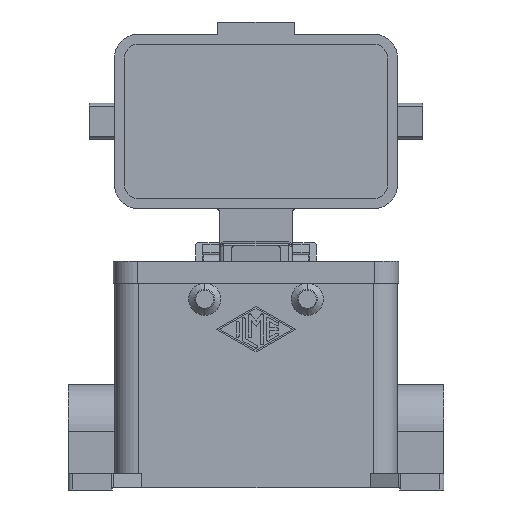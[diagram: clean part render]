
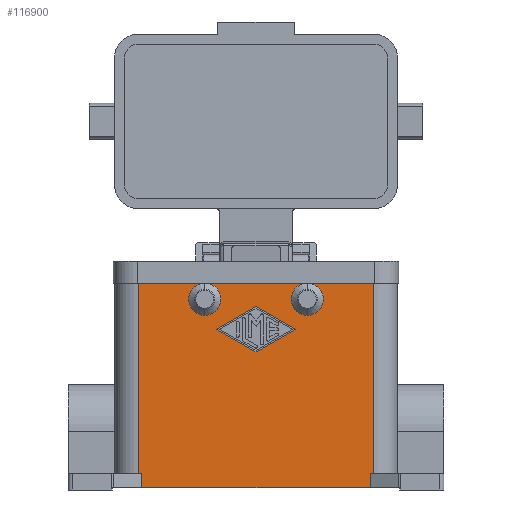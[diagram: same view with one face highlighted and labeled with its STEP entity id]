
A CAD part, front view. The second image highlights one B-rep face of the part: STEP entity #116900.
In plain terms, the highlighted planar face has unit normal (0, -1, 0).
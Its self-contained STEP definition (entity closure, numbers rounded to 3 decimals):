
#25010=CARTESIAN_POINT('',(-12.75,-21.75,23.5));
#25020=VERTEX_POINT('',#25010);
#25140=CARTESIAN_POINT('',(-12.75,-21.75,15.5));
#25150=VERTEX_POINT('',#25140);
#25180=CARTESIAN_POINT('',(-12.75,-21.75,19.5));
#25190=DIRECTION('',(0.,1.,0.));
#25200=DIRECTION('',(0.,0.,-1.));
#25210=AXIS2_PLACEMENT_3D('',#25180,#25190,#25200);
#25220=CIRCLE('',#25210,4.);
#25230=EDGE_CURVE('',#25150,#25020,#25220,.T.);
#36000=CARTESIAN_POINT('',(0.,-21.75,-27.5));
#36010=DIRECTION('',(-1.,-0.,0.));
#36020=VECTOR('',#36010,1.);
#36030=LINE('',#36000,#36020);
#36040=CARTESIAN_POINT('',(28.389,-21.75,-27.5));
#36050=VERTEX_POINT('',#36040);
#36060=CARTESIAN_POINT('',(-28.389,-21.75,-27.5));
#36070=VERTEX_POINT('',#36060);
#36080=EDGE_CURVE('',#36050,#36070,#36030,.T.);
#43210=CARTESIAN_POINT('',(0.,-21.75,-24.));
#43220=DIRECTION('',(1.,0.,0.));
#43230=VECTOR('',#43220,1.);
#43240=LINE('',#43210,#43230);
#43250=CARTESIAN_POINT('',(28.389,-21.75,-24.));
#43260=VERTEX_POINT('',#43250);
#43270=CARTESIAN_POINT('',(29.25,-21.75,-24.));
#43280=VERTEX_POINT('',#43270);
#43290=EDGE_CURVE('',#43260,#43280,#43240,.T.);
#44900=CARTESIAN_POINT('',(29.25,-21.75,23.5));
#44910=VERTEX_POINT('',#44900);
#44940=CARTESIAN_POINT('',(0.,-21.75,23.5));
#44950=DIRECTION('',(-1.,-0.,0.));
#44960=VECTOR('',#44950,1.);
#44970=LINE('',#44940,#44960);
#44980=CARTESIAN_POINT('',(12.75,-21.75,23.5));
#44990=VERTEX_POINT('',#44980);
#45000=EDGE_CURVE('',#44910,#44990,#44970,.T.);
#45020=CARTESIAN_POINT('',(0.,-21.75,23.5));
#45030=DIRECTION('',(-1.,-0.,0.));
#45040=VECTOR('',#45030,1.);
#45050=LINE('',#45020,#45040);
#45060=EDGE_CURVE('',#44990,#25020,#45050,.T.);
#45080=CARTESIAN_POINT('',(0.,-21.75,23.5));
#45090=DIRECTION('',(-1.,-0.,0.));
#45100=VECTOR('',#45090,1.);
#45110=LINE('',#45080,#45100);
#45120=CARTESIAN_POINT('',(-29.25,-21.75,23.5));
#45130=VERTEX_POINT('',#45120);
#45140=EDGE_CURVE('',#25020,#45130,#45110,.T.);
#46180=CARTESIAN_POINT('',(-28.389,-21.75,0.));
#46190=DIRECTION('',(-0.,0.,1.));
#46200=VECTOR('',#46190,1.);
#46210=LINE('',#46180,#46200);
#46220=CARTESIAN_POINT('',(-28.389,-21.75,-24.));
#46230=VERTEX_POINT('',#46220);
#46240=EDGE_CURVE('',#36070,#46230,#46210,.T.);
#47720=CARTESIAN_POINT('',(28.389,-21.75,0.));
#47730=DIRECTION('',(-0.,-0.,-1.));
#47740=VECTOR('',#47730,1.);
#47750=LINE('',#47720,#47740);
#47760=EDGE_CURVE('',#43260,#36050,#47750,.T.);
#48290=CARTESIAN_POINT('',(-29.25,-21.75,-24.));
#48300=VERTEX_POINT('',#48290);
#48330=CARTESIAN_POINT('',(0.,-21.75,-24.));
#48340=DIRECTION('',(1.,0.,0.));
#48350=VECTOR('',#48340,1.);
#48360=LINE('',#48330,#48350);
#48370=EDGE_CURVE('',#48300,#46230,#48360,.T.);
#48970=CARTESIAN_POINT('',(29.25,-21.75,23.5));
#48980=DIRECTION('',(0.,0.,-1.));
#48990=VECTOR('',#48980,1.);
#49000=LINE('',#48970,#48990);
#49010=EDGE_CURVE('',#44910,#43280,#49000,.T.);
#67760=CARTESIAN_POINT('',(12.75,-21.75,19.5));
#67770=DIRECTION('',(0.,1.,0.));
#67780=DIRECTION('',(0.,0.,-1.));
#67790=AXIS2_PLACEMENT_3D('',#67760,#67770,#67780);
#67800=CIRCLE('',#67790,4.);
#67810=CARTESIAN_POINT('',(12.75,-21.75,15.5));
#67820=VERTEX_POINT('',#67810);
#67830=EDGE_CURVE('',#44990,#67820,#67800,.T.);
#95690=CARTESIAN_POINT('',(-29.25,-21.75,23.5));
#95700=DIRECTION('',(0.,0.,-1.));
#95710=VECTOR('',#95700,1.);
#95720=LINE('',#95690,#95710);
#95730=EDGE_CURVE('',#45130,#48300,#95720,.T.);
#112490=CARTESIAN_POINT('',(-9.75,-21.75,12.));
#112500=VERTEX_POINT('',#112490);
#112530=CARTESIAN_POINT('',(0.,-21.75,17.625));
#112540=DIRECTION('',(0.866,-0.,0.5));
#112550=VECTOR('',#112540,1.);
#112560=LINE('',#112530,#112550);
#112570=CARTESIAN_POINT('',(0.,-21.75,17.625));
#112580=VERTEX_POINT('',#112570);
#112590=EDGE_CURVE('',#112500,#112580,#112560,.T.);
#112840=CARTESIAN_POINT('',(0.,-21.75,17.625));
#112850=DIRECTION('',(0.866,-0.,-0.5));
#112860=VECTOR('',#112850,1.);
#112870=LINE('',#112840,#112860);
#112880=CARTESIAN_POINT('',(9.75,-21.75,12.));
#112890=VERTEX_POINT('',#112880);
#112900=EDGE_CURVE('',#112580,#112890,#112870,.T.);
#113150=CARTESIAN_POINT('',(0.,-21.75,6.375));
#113160=DIRECTION('',(-0.866,-0.,-0.5));
#113170=VECTOR('',#113160,1.);
#113180=LINE('',#113150,#113170);
#113190=CARTESIAN_POINT('',(0.,-21.75,6.375));
#113200=VERTEX_POINT('',#113190);
#113210=EDGE_CURVE('',#112890,#113200,#113180,.T.);
#113460=CARTESIAN_POINT('',(0.,-21.75,6.375));
#113470=DIRECTION('',(-0.866,-0.,0.5));
#113480=VECTOR('',#113470,1.);
#113490=LINE('',#113460,#113480);
#113500=EDGE_CURVE('',#113200,#112500,#113490,.T.);
#116610=CARTESIAN_POINT('',(30.739,-21.75,24.801));
#116620=DIRECTION('',(0.,-1.,0.));
#116630=DIRECTION('',(-1.,-0.,0.));
#116640=AXIS2_PLACEMENT_3D('',#116610,#116620,#116630);
#116650=PLANE('',#116640);
#116660=ORIENTED_EDGE('',*,*,#46240,.F.);
#116670=ORIENTED_EDGE('',*,*,#48370,.T.);
#116680=ORIENTED_EDGE('',*,*,#95730,.T.);
#116690=ORIENTED_EDGE('',*,*,#45140,.T.);
#116700=ORIENTED_EDGE('',*,*,#25230,.T.);
#116710=EDGE_CURVE('',#25020,#25150,#25220,.T.);
#116720=ORIENTED_EDGE('',*,*,#116710,.T.);
#116730=ORIENTED_EDGE('',*,*,#45060,.T.);
#116740=EDGE_CURVE('',#67820,#44990,#67800,.T.);
#116750=ORIENTED_EDGE('',*,*,#116740,.T.);
#116760=ORIENTED_EDGE('',*,*,#67830,.T.);
#116770=ORIENTED_EDGE('',*,*,#45000,.T.);
#116780=ORIENTED_EDGE('',*,*,#49010,.F.);
#116790=ORIENTED_EDGE('',*,*,#43290,.T.);
#116800=ORIENTED_EDGE('',*,*,#47760,.F.);
#116810=ORIENTED_EDGE('',*,*,#36080,.F.);
#116820=EDGE_LOOP('',(#116810,#116800,#116790,#116780,#116770,#116760,
#116750,#116730,#116720,#116700,#116690,#116680,#116670,#116660));
#116830=FACE_OUTER_BOUND('',#116820,.T.);
#116840=ORIENTED_EDGE('',*,*,#113210,.T.);
#116850=ORIENTED_EDGE('',*,*,#112900,.T.);
#116860=ORIENTED_EDGE('',*,*,#112590,.T.);
#116870=ORIENTED_EDGE('',*,*,#113500,.T.);
#116880=EDGE_LOOP('',(#116870,#116860,#116850,#116840));
#116890=FACE_BOUND('',#116880,.T.);
#116900=ADVANCED_FACE('',(#116830,#116890),#116650,.T.);
